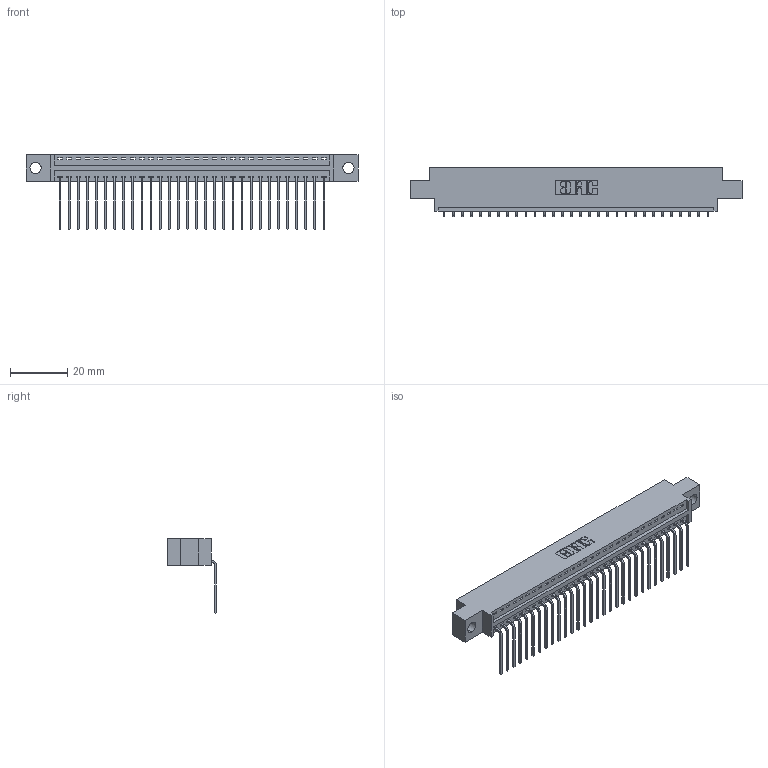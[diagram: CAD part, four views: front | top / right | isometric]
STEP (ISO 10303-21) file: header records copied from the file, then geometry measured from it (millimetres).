
FILE_DESCRIPTION (( 'STEP AP203' ), '1' );
FILE_NAME ('346-030-559-604.STEP', '2022-05-06T16:17:09', ( '' ), ( '' ), 'SwSTEP 2.0', 'SolidWorks 2020', '' );
FILE_SCHEMA (( 'CONFIG_CONTROL_DESIGN' ));
Length unit declared in the file: inch
Products named in the file (3): 345-292-001_558 559 Tail - 1; 346-030-559-604; 346 Part_0.170 Offset - 0.156 Dia-TH
Assembly tree (31 placements, depth 2):
  346-030-559-604
    346 Part_0.170 Offset - 0.156 Dia-TH
    345-292-001_558 559 Tail - 1  x30
Bounding box: 115.82 x 17.08 x 26.16 mm (x, y, z)
Volume: 10843.6 mm3; surface area: 14017.5 mm2
Topology: 31 solids, 31 shells, 1940 faces, 5837 edges, 3850 vertices
Faces by surface type: plane 1354, cylinder 586
Entity records: 20869 total; most frequent: CARTESIAN_POINT 3592, ORIENTED_EDGE 3554, DIRECTION 3181, EDGE_CURVE 1777, VECTOR 1525, LINE 1525, VERTEX_POINT 1182, AXIS2_PLACEMENT_3D 828
